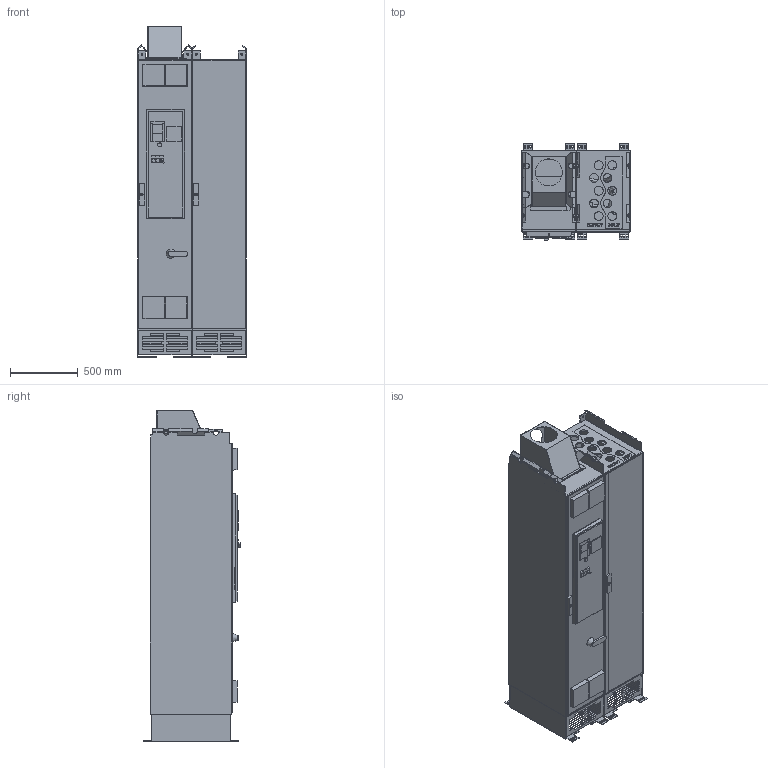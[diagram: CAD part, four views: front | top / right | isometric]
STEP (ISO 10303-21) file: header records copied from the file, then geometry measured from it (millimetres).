
FILE_DESCRIPTION(/* description */ (''),/* implementation_level */ '2;1');
FILE_NAME(/* name */ '181K5213.stp',/* time_stamp */ '2026-02-19T08:19:12+02:00',/* author */ (''),/* organization */ (''),/* preprocessor_version */ 'ST-DEVELOPER v20',/* originating_system */ 'SIEMENS PLM Software NX2312.3002',/* authorisation */ '');
FILE_SCHEMA (('AUTOMOTIVE_DESIGN { 1 0 10303 214 3 1 1 1 }'));
Products named in the file (9): 181K4919; 181K4914_74991ID; 181K4901; 181K4963; 181K4902; 181K4889; 181K5210; 181K5215; 181K5213
Assembly tree (9 placements, depth 3):
  181K5213
    181K5215
      181K4889
      181K4902
      181K4963
    181K5210
      181K4889
      181K4901
      181K4914_74991ID
      181K4919
Bounding box: 800 x 721.52 x 2441.18 mm (x, y, z)
Volume: 334187922.5 mm3; surface area: 26565851.9 mm2
Topology: 7 solids, 22 shells, 3016 faces, 8472 edges, 5628 vertices
Faces by surface type: plane 2427, cylinder 356, extrusion 97, torus 48, cone 48, bspline 40
Full cylindrical faces by diameter (mm): 3 x2, 6.5 x4, 10 x18, 10.5 x8, 12.2 x8, 13 x12, 15.5 x12, 19.788 x2, 21.993 x1, 22 x1, 24 x6, 25.6 x8, 27.15 x2, 28.5 x1, 29 x3, 29.5 x2, 30.2 x1, 32 x4, 49 x6, 65 x14, 200 x2
Entity records: 125477 total; most frequent: CARTESIAN_POINT 42274, ORIENTED_EDGE 15042, DIRECTION 13168, EDGE_CURVE 7521, VECTOR 6488, LINE 6391, VERTEX_POINT 5097, EDGE_LOOP 3592
